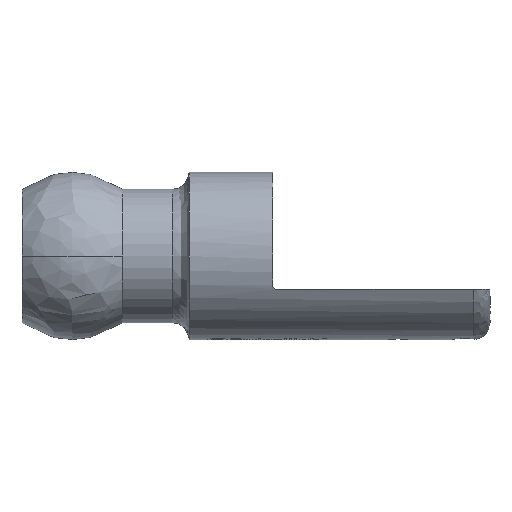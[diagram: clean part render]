
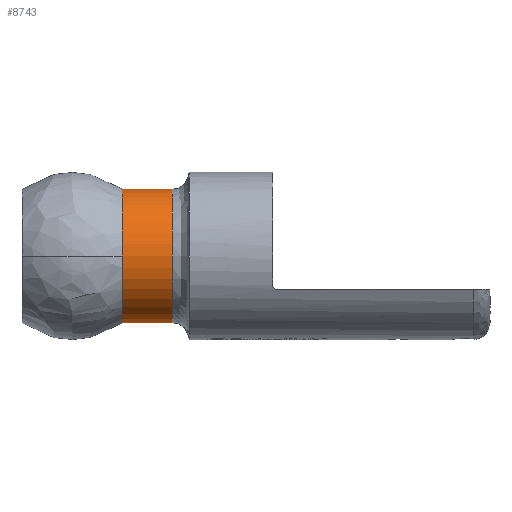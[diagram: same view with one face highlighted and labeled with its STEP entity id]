
A CAD part, front view. The second image highlights one B-rep face of the part: STEP entity #8743.
In plain terms, the highlighted cylindrical face has radius 12.7 mm (diameter 25.4 mm), a partial arc.
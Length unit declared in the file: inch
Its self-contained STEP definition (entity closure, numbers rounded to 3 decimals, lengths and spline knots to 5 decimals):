
#42 = ORIENTED_EDGE ( 'NONE', *, *, #11920, .F. ) ;
#132 = EDGE_CURVE ( 'NONE', #7253, #12060, #585, .T. ) ;
#585 = LINE ( 'NONE', #11286, #11140 ) ;
#622 = DIRECTION ( 'NONE',  ( -1., 0., 0. ) ) ;
#1184 = AXIS2_PLACEMENT_3D ( 'NONE', #11409, #622, #4814 ) ;
#1232 = VERTEX_POINT ( 'NONE', #11431 ) ;
#2395 = CARTESIAN_POINT ( 'NONE',  ( 0., 0., 0. ) ) ;
#2630 = VERTEX_POINT ( 'NONE', #5666 ) ;
#3922 = DIRECTION ( 'NONE',  ( -1., 0., 0. ) ) ;
#4814 = DIRECTION ( 'NONE',  ( 0., 0., 1. ) ) ;
#5109 = CARTESIAN_POINT ( 'NONE',  ( 0.75, 0., 0. ) ) ;
#5131 = ORIENTED_EDGE ( 'NONE', *, *, #132, .F. ) ;
#5210 = CIRCLE ( 'NONE', #12437, 0.5 ) ;
#5259 = EDGE_CURVE ( 'NONE', #13381, #1232, #12352, .T. ) ;
#5666 = CARTESIAN_POINT ( 'NONE',  ( 0.75, -0.5, 0. ) ) ;
#6480 = CARTESIAN_POINT ( 'NONE',  ( 0.75, 0., 0.5 ) ) ;
#6826 = VECTOR ( 'NONE', #3922, 39.37008 ) ;
#6840 = AXIS2_PLACEMENT_3D ( 'NONE', #2395, #8830, #9855 ) ;
#6936 = CARTESIAN_POINT ( 'NONE',  ( 1.125, 0., 0.5 ) ) ;
#7253 = VERTEX_POINT ( 'NONE', #6480 ) ;
#7982 = EDGE_LOOP ( 'NONE', ( #42, #13817, #10321, #13435, #5131 ) ) ;
#8628 = FACE_OUTER_BOUND ( 'NONE', #7982, .T. ) ;
#8743 = ADVANCED_FACE ( 'NONE', ( #8628 ), #13083, .T. ) ;
#8830 = DIRECTION ( 'NONE',  ( -1., 0., 0. ) ) ;
#9004 = DIRECTION ( 'NONE',  ( 0., 0., 1. ) ) ;
#9578 = DIRECTION ( 'NONE',  ( -1., 0., 0. ) ) ;
#9620 = CARTESIAN_POINT ( 'NONE',  ( 1.125, 0., -0.5 ) ) ;
#9855 = DIRECTION ( 'NONE',  ( 0., 0., 1. ) ) ;
#10321 = ORIENTED_EDGE ( 'NONE', *, *, #5259, .F. ) ;
#10436 = DIRECTION ( 'NONE',  ( 1., 0., 0. ) ) ;
#10652 = EDGE_CURVE ( 'NONE', #13381, #12060, #5210, .T. ) ;
#10917 = CIRCLE ( 'NONE', #1184, 0.5 ) ;
#11095 = AXIS2_PLACEMENT_3D ( 'NONE', #5109, #9578, #13738 ) ;
#11140 = VECTOR ( 'NONE', #10436, 39.37008 ) ;
#11286 = CARTESIAN_POINT ( 'NONE',  ( 0., 0., 0.5 ) ) ;
#11291 = CARTESIAN_POINT ( 'NONE',  ( 0., 0., -0.5 ) ) ;
#11409 = CARTESIAN_POINT ( 'NONE',  ( 0.75, 0., 0. ) ) ;
#11423 = CARTESIAN_POINT ( 'NONE',  ( 1.125, 0., 0. ) ) ;
#11431 = CARTESIAN_POINT ( 'NONE',  ( 0.75, 0., -0.5 ) ) ;
#11714 = EDGE_CURVE ( 'NONE', #1232, #2630, #12681, .T. ) ;
#11920 = EDGE_CURVE ( 'NONE', #2630, #7253, #10917, .T. ) ;
#12060 = VERTEX_POINT ( 'NONE', #6936 ) ;
#12336 = DIRECTION ( 'NONE',  ( -1., 0., 0. ) ) ;
#12352 = LINE ( 'NONE', #11291, #6826 ) ;
#12437 = AXIS2_PLACEMENT_3D ( 'NONE', #11423, #12336, #9004 ) ;
#12681 = CIRCLE ( 'NONE', #11095, 0.5 ) ;
#13083 = CYLINDRICAL_SURFACE ( 'NONE', #6840, 0.5 ) ;
#13381 = VERTEX_POINT ( 'NONE', #9620 ) ;
#13435 = ORIENTED_EDGE ( 'NONE', *, *, #10652, .T. ) ;
#13738 = DIRECTION ( 'NONE',  ( 0., 0., 1. ) ) ;
#13817 = ORIENTED_EDGE ( 'NONE', *, *, #11714, .F. ) ;
